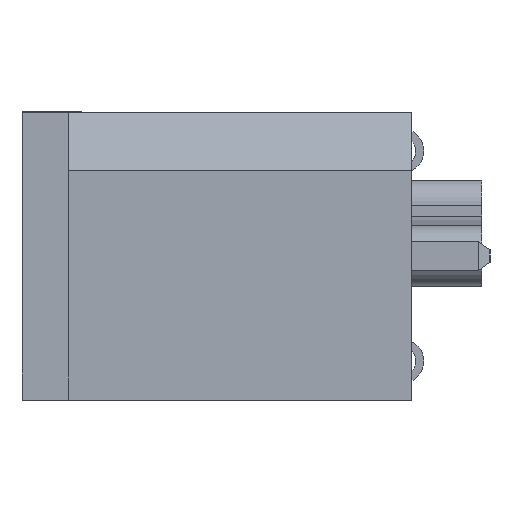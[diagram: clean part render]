
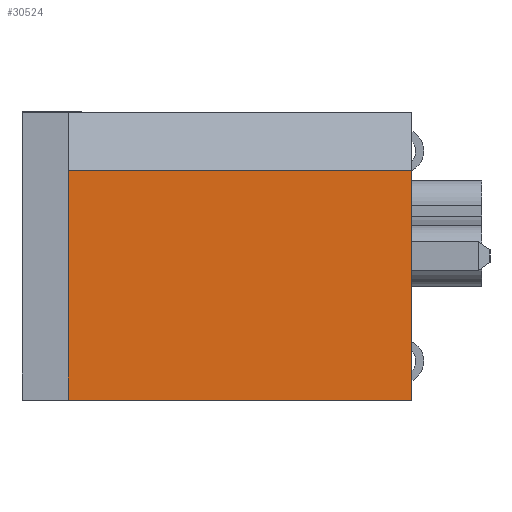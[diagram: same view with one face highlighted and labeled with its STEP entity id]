
A CAD part, left-side view. The second image highlights one B-rep face of the part: STEP entity #30524.
In plain terms, the highlighted planar face has unit normal (-1, 0, 0).
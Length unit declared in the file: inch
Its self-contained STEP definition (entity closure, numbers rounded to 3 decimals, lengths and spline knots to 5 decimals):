
#7330=ORIENTED_EDGE('',*,*,#13407,.T.);
#7331=ORIENTED_EDGE('',*,*,#13493,.T.);
#7332=ORIENTED_EDGE('',*,*,#13505,.F.);
#7333=ORIENTED_EDGE('',*,*,#13503,.F.);
#13407=EDGE_CURVE('',#16759,#16758,#20411,.T.);
#13493=EDGE_CURVE('',#16758,#16818,#20494,.T.);
#13503=EDGE_CURVE('',#16759,#16821,#20504,.T.);
#13505=EDGE_CURVE('',#16821,#16818,#20506,.T.);
#16758=VERTEX_POINT('',#48318);
#16759=VERTEX_POINT('',#48320);
#16818=VERTEX_POINT('',#48468);
#16821=VERTEX_POINT('',#48485);
#20411=LINE('',#48319,#24423);
#20494=LINE('',#48469,#24506);
#20504=LINE('',#48484,#24516);
#20506=LINE('',#48488,#24518);
#24423=VECTOR('',#39252,39.37008);
#24506=VECTOR('',#39349,39.37008);
#24516=VECTOR('',#39365,39.37008);
#24518=VECTOR('',#39369,39.37008);
#26222=EDGE_LOOP('',(#7330,#7331,#7332,#7333));
#27738=FACE_BOUND('',#26222,.T.);
#29020=PLANE('',#32532);
#30524=ADVANCED_FACE('',(#27738),#29020,.F.);
#32532=AXIS2_PLACEMENT_3D('',#48487,#39367,#39368);
#39252=DIRECTION('',(0.,-1.,0.));
#39349=DIRECTION('',(0.,0.,1.));
#39365=DIRECTION('',(0.,0.,1.));
#39367=DIRECTION('',(1.,0.,0.));
#39368=DIRECTION('',(0.,0.,-1.));
#39369=DIRECTION('',(0.,-1.,0.));
#48318=CARTESIAN_POINT('',(-0.661,0.,-0.124));
#48319=CARTESIAN_POINT('',(-0.661,0.295,-0.124));
#48320=CARTESIAN_POINT('',(-0.661,0.295,-0.124));
#48468=CARTESIAN_POINT('',(-0.661,0.,0.074));
#48469=CARTESIAN_POINT('',(-0.661,0.,-0.124));
#48484=CARTESIAN_POINT('',(-0.661,0.295,-0.124));
#48485=CARTESIAN_POINT('',(-0.661,0.295,0.074));
#48487=CARTESIAN_POINT('',(-0.661,0.295,-0.124));
#48488=CARTESIAN_POINT('',(-0.661,0.295,0.074));
